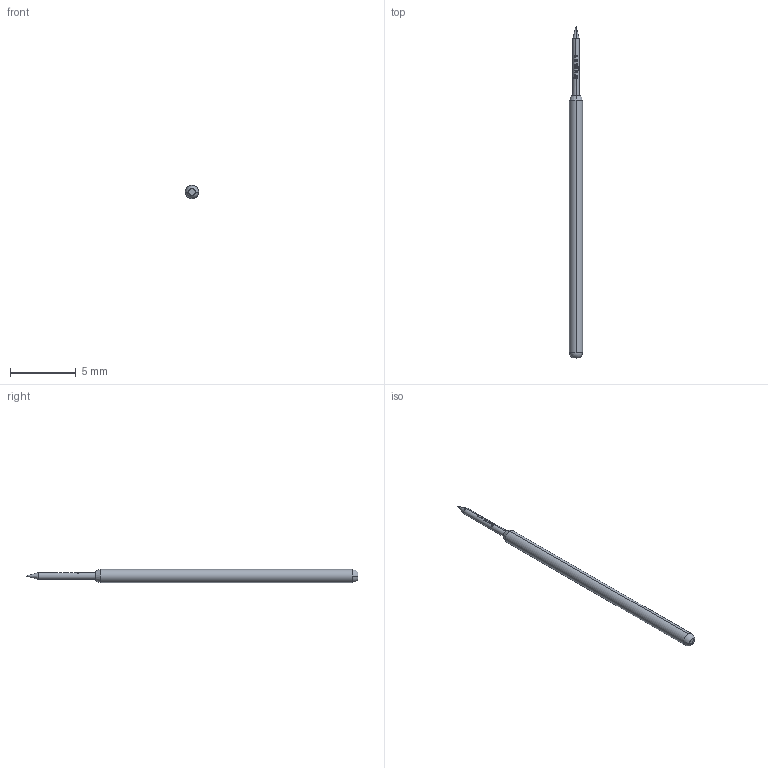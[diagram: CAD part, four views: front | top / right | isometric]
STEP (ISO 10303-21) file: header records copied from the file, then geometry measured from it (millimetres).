
FILE_DESCRIPTION (( 'STEP AP203' ), '1' );
FILE_NAME ('INGUN_GKS-101_351_050_A_xx00.STEP', '2021-11-02T07:42:46', ( 'ochi' ), ( '' ), 'SwSTEP 2.0', 'SolidWorks 2018', '' );
FILE_SCHEMA (( 'CONFIG_CONTROL_DESIGN' ));
Length unit declared in the file: millimetre
Products named in the file (1): INGUN_GKS-101_351_050_A_xx00
Bounding box: 1 x 25.3 x 1 mm (x, y, z)
Volume: 16.4 mm3; surface area: 71.1 mm2
Topology: 1 solids, 1 shells, 85 faces, 244 edges, 159 vertices
Faces by surface type: plane 32, cylinder 25, bspline 22, cone 4, sphere 2
Entity records: 3699 total; most frequent: CARTESIAN_POINT 1847, ORIENTED_EDGE 480, EDGE_CURVE 240, DIRECTION 196, B_SPLINE_CURVE_WITH_KNOTS 192, VERTEX_POINT 159, EDGE_LOOP 87, ADVANCED_FACE 85
